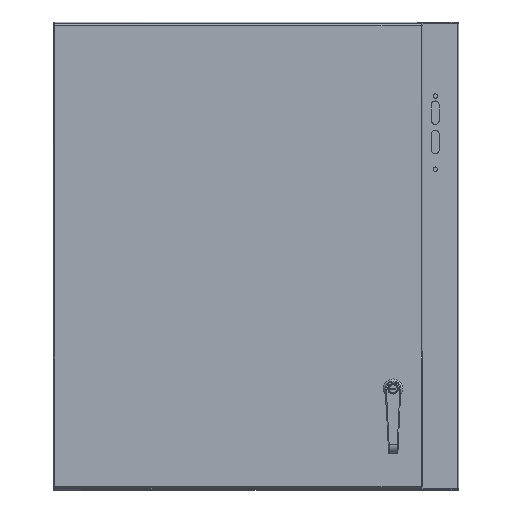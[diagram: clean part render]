
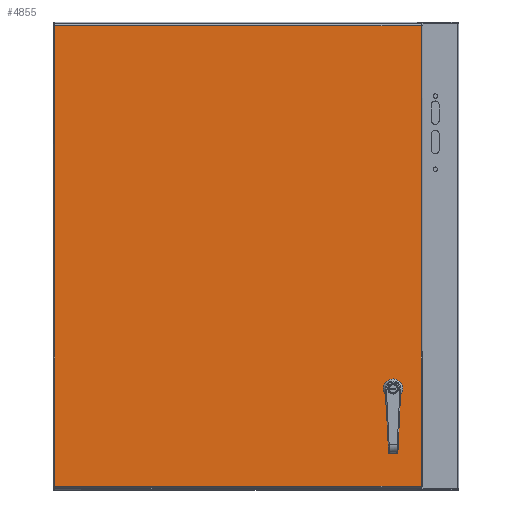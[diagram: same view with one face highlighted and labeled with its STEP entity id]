
A CAD part, top view. The second image highlights one B-rep face of the part: STEP entity #4855.
In plain terms, the highlighted planar face has unit normal (0, 0, 1).
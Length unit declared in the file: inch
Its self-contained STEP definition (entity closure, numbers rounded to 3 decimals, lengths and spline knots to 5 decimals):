
#782 = CARTESIAN_POINT ( 'NONE',  ( 28.00012, 6.87, 8.9175 ) ) ;
#1543 = DIRECTION ( 'NONE',  ( -1., 0., 0. ) ) ;
#1772 = VECTOR ( 'NONE', #11933, 39.37008 ) ;
#2390 = ORIENTED_EDGE ( 'NONE', *, *, #88183, .F. ) ;
#3994 = CARTESIAN_POINT ( 'NONE',  ( 28.1875, 6.68262, 8.9175 ) ) ;
#4855 = ADVANCED_FACE ( 'NONE', ( #51771, #50668 ), #61046, .F. ) ;
#5085 = CARTESIAN_POINT ( 'NONE',  ( 28.1875, 15., 8.9175 ) ) ;
#5494 = EDGE_CURVE ( 'NONE', #26501, #92698, #35132, .T. ) ;
#6025 = CARTESIAN_POINT ( 'NONE',  ( 27.3875, 6.68262, 8.9175 ) ) ;
#7348 = AXIS2_PLACEMENT_3D ( 'NONE', #33309, #78652, #114015 ) ;
#8271 = DIRECTION ( 'NONE',  ( -1., 0., 0. ) ) ;
#8582 = DIRECTION ( 'NONE',  ( 0., 0., 1. ) ) ;
#10072 = CARTESIAN_POINT ( 'NONE',  ( 17.84375, 0.23025, 8.9175 ) ) ;
#11933 = DIRECTION ( 'NONE',  ( 0., 1., 0. ) ) ;
#14270 = DIRECTION ( 'NONE',  ( 1., 0., 0. ) ) ;
#14729 = CARTESIAN_POINT ( 'NONE',  ( 29.58225, 0.23025, 8.9175 ) ) ;
#15043 = EDGE_CURVE ( 'NONE', #100452, #34539, #70997, .T. ) ;
#16887 = ORIENTED_EDGE ( 'NONE', *, *, #107279, .F. ) ;
#16931 = CARTESIAN_POINT ( 'NONE',  ( 27.57488, 6.07, 8.9175 ) ) ;
#17789 = CARTESIAN_POINT ( 'NONE',  ( 27.7875, 6.47, 8.9175 ) ) ;
#20786 = ORIENTED_EDGE ( 'NONE', *, *, #102678, .F. ) ;
#25378 = LINE ( 'NONE', #60753, #29670 ) ;
#26501 = VERTEX_POINT ( 'NONE', #45258 ) ;
#26519 = VERTEX_POINT ( 'NONE', #80737 ) ;
#26942 = VECTOR ( 'NONE', #38738, 39.37008 ) ;
#27354 = LINE ( 'NONE', #37188, #63227 ) ;
#27796 = VERTEX_POINT ( 'NONE', #93197 ) ;
#29670 = VECTOR ( 'NONE', #67778, 39.37008 ) ;
#30385 = VERTEX_POINT ( 'NONE', #782 ) ;
#31238 = AXIS2_PLACEMENT_3D ( 'NONE', #113944, #34366, #96553 ) ;
#33309 = CARTESIAN_POINT ( 'NONE',  ( 27.7875, 6.47, 8.9175 ) ) ;
#33908 = VECTOR ( 'NONE', #46882, 39.37008 ) ;
#34366 = DIRECTION ( 'NONE',  ( 0., 0., -1. ) ) ;
#34539 = VERTEX_POINT ( 'NONE', #98031 ) ;
#34889 = DIRECTION ( 'NONE',  ( 0., 0., 1. ) ) ;
#35091 = ORIENTED_EDGE ( 'NONE', *, *, #74914, .F. ) ;
#35132 = CIRCLE ( 'NONE', #7348, 0.453 ) ;
#36236 = ORIENTED_EDGE ( 'NONE', *, *, #52235, .F. ) ;
#37029 = CIRCLE ( 'NONE', #107506, 0.453 ) ;
#37188 = CARTESIAN_POINT ( 'NONE',  ( 29.58225, 15., 8.9175 ) ) ;
#38738 = DIRECTION ( 'NONE',  ( 0., 1., 0. ) ) ;
#39338 = LINE ( 'NONE', #91106, #33908 ) ;
#43852 = CARTESIAN_POINT ( 'NONE',  ( 28.00012, 6.07, 8.9175 ) ) ;
#44234 = ORIENTED_EDGE ( 'NONE', *, *, #62612, .F. ) ;
#45194 = ORIENTED_EDGE ( 'NONE', *, *, #92917, .F. ) ;
#45258 = CARTESIAN_POINT ( 'NONE',  ( 27.57488, 6.87, 8.9175 ) ) ;
#46882 = DIRECTION ( 'NONE',  ( 0., -1., 0. ) ) ;
#50668 = FACE_OUTER_BOUND ( 'NONE', #69655, .T. ) ;
#51771 = FACE_BOUND ( 'NONE', #106484, .T. ) ;
#52235 = EDGE_CURVE ( 'NONE', #72692, #30385, #87090, .T. ) ;
#54752 = VERTEX_POINT ( 'NONE', #84169 ) ;
#57961 = DIRECTION ( 'NONE',  ( -1., 0., 0. ) ) ;
#58386 = LINE ( 'NONE', #93853, #100278 ) ;
#58387 = ORIENTED_EDGE ( 'NONE', *, *, #62565, .F. ) ;
#59078 = ORIENTED_EDGE ( 'NONE', *, *, #78559, .F. ) ;
#60753 = CARTESIAN_POINT ( 'NONE',  ( 17.84375, 29.76975, 8.9175 ) ) ;
#61005 = CARTESIAN_POINT ( 'NONE',  ( 27.7875, 6.47, 8.9175 ) ) ;
#61046 = PLANE ( 'NONE',  #31238 ) ;
#62565 = EDGE_CURVE ( 'NONE', #54752, #27796, #25378, .T. ) ;
#62612 = EDGE_CURVE ( 'NONE', #26519, #79851, #37029, .T. ) ;
#63227 = VECTOR ( 'NONE', #98845, 39.37008 ) ;
#66040 = LINE ( 'NONE', #5085, #26942 ) ;
#66153 = DIRECTION ( 'NONE',  ( -1., 0., 0. ) ) ;
#67778 = DIRECTION ( 'NONE',  ( 1., 0., 0. ) ) ;
#67804 = VERTEX_POINT ( 'NONE', #73761 ) ;
#68234 = VERTEX_POINT ( 'NONE', #14729 ) ;
#69655 = EDGE_LOOP ( 'NONE', ( #45194, #16887, #58387, #59078 ) ) ;
#70997 = CIRCLE ( 'NONE', #85885, 0.453 ) ;
#72692 = VERTEX_POINT ( 'NONE', #3994 ) ;
#73173 = EDGE_CURVE ( 'NONE', #79851, #100452, #58386, .T. ) ;
#73761 = CARTESIAN_POINT ( 'NONE',  ( 6.10525, 0.23025, 8.9175 ) ) ;
#74577 = ORIENTED_EDGE ( 'NONE', *, *, #73173, .F. ) ;
#74914 = EDGE_CURVE ( 'NONE', #30385, #26501, #102759, .T. ) ;
#78559 = EDGE_CURVE ( 'NONE', #67804, #54752, #99097, .T. ) ;
#78652 = DIRECTION ( 'NONE',  ( 0., 0., 1. ) ) ;
#79851 = VERTEX_POINT ( 'NONE', #16931 ) ;
#80737 = CARTESIAN_POINT ( 'NONE',  ( 27.3875, 6.25738, 8.9175 ) ) ;
#83414 = VECTOR ( 'NONE', #91899, 39.37008 ) ;
#84169 = CARTESIAN_POINT ( 'NONE',  ( 6.10525, 29.76975, 8.9175 ) ) ;
#85885 = AXIS2_PLACEMENT_3D ( 'NONE', #61005, #34889, #8271 ) ;
#87090 = CIRCLE ( 'NONE', #92648, 0.453 ) ;
#87393 = ORIENTED_EDGE ( 'NONE', *, *, #15043, .F. ) ;
#88183 = EDGE_CURVE ( 'NONE', #92698, #26519, #39338, .T. ) ;
#91106 = CARTESIAN_POINT ( 'NONE',  ( 27.3875, 15., 8.9175 ) ) ;
#91517 = CARTESIAN_POINT ( 'NONE',  ( 6.10525, 15., 8.9175 ) ) ;
#91899 = DIRECTION ( 'NONE',  ( -1., 0., 0. ) ) ;
#92648 = AXIS2_PLACEMENT_3D ( 'NONE', #111971, #110819, #57961 ) ;
#92698 = VERTEX_POINT ( 'NONE', #6025 ) ;
#92917 = EDGE_CURVE ( 'NONE', #68234, #67804, #107545, .T. ) ;
#93197 = CARTESIAN_POINT ( 'NONE',  ( 29.58225, 29.76975, 8.9175 ) ) ;
#93853 = CARTESIAN_POINT ( 'NONE',  ( 17.84375, 6.07, 8.9175 ) ) ;
#96553 = DIRECTION ( 'NONE',  ( -1., 0., 0. ) ) ;
#97110 = VECTOR ( 'NONE', #66153, 39.37008 ) ;
#98031 = CARTESIAN_POINT ( 'NONE',  ( 28.1875, 6.25738, 8.9175 ) ) ;
#98845 = DIRECTION ( 'NONE',  ( 0., -1., 0. ) ) ;
#99097 = LINE ( 'NONE', #91517, #1772 ) ;
#100278 = VECTOR ( 'NONE', #14270, 39.37008 ) ;
#100452 = VERTEX_POINT ( 'NONE', #43852 ) ;
#101070 = CARTESIAN_POINT ( 'NONE',  ( 17.84375, 6.87, 8.9175 ) ) ;
#102678 = EDGE_CURVE ( 'NONE', #34539, #72692, #66040, .T. ) ;
#102759 = LINE ( 'NONE', #101070, #97110 ) ;
#105252 = ORIENTED_EDGE ( 'NONE', *, *, #5494, .F. ) ;
#106484 = EDGE_LOOP ( 'NONE', ( #35091, #36236, #20786, #87393, #74577, #44234, #2390, #105252 ) ) ;
#107279 = EDGE_CURVE ( 'NONE', #27796, #68234, #27354, .T. ) ;
#107506 = AXIS2_PLACEMENT_3D ( 'NONE', #17789, #8582, #1543 ) ;
#107545 = LINE ( 'NONE', #10072, #83414 ) ;
#110819 = DIRECTION ( 'NONE',  ( 0., 0., 1. ) ) ;
#111971 = CARTESIAN_POINT ( 'NONE',  ( 27.7875, 6.47, 8.9175 ) ) ;
#113944 = CARTESIAN_POINT ( 'NONE',  ( 17.84375, 15., 8.9175 ) ) ;
#114015 = DIRECTION ( 'NONE',  ( -1., 0., 0. ) ) ;
